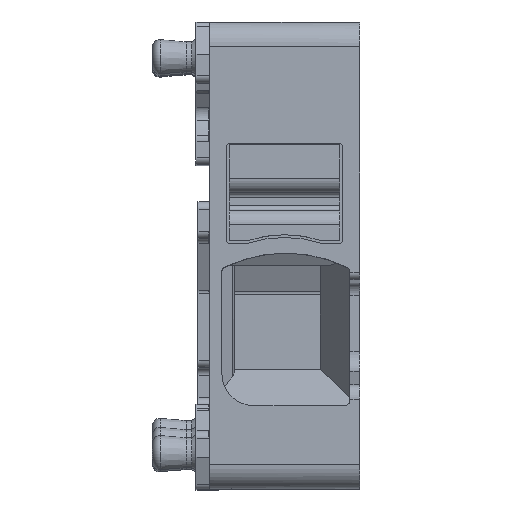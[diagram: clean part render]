
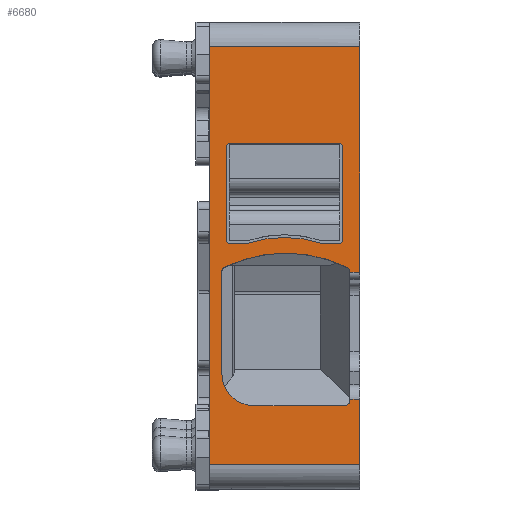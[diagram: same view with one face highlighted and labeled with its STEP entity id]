
A CAD part, top view. The second image highlights one B-rep face of the part: STEP entity #6680.
In plain terms, the highlighted planar face has unit normal (0, 0, 1).
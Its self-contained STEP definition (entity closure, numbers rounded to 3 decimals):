
#6484=AXIS2_PLACEMENT_3D('Plane Axis2P3D',#6481,#6482,#6483) ;
#6521=AXIS2_PLACEMENT_3D('Circle Axis2P3D',#6519,#6520,$) ;
#6535=AXIS2_PLACEMENT_3D('Circle Axis2P3D',#6533,#6534,$) ;
#6549=AXIS2_PLACEMENT_3D('Circle Axis2P3D',#6547,#6548,$) ;
#6556=AXIS2_PLACEMENT_3D('Circle Axis2P3D',#6554,#6555,$) ;
#6563=AXIS2_PLACEMENT_3D('Circle Axis2P3D',#6561,#6562,$) ;
#6600=AXIS2_PLACEMENT_3D('Circle Axis2P3D',#6598,#6599,$) ;
#6616=AXIS2_PLACEMENT_3D('Circle Axis2P3D',#6614,#6615,$) ;
#6630=AXIS2_PLACEMENT_3D('Circle Axis2P3D',#6628,#6629,$) ;
#6644=AXIS2_PLACEMENT_3D('Circle Axis2P3D',#6642,#6643,$) ;
#6658=AXIS2_PLACEMENT_3D('Circle Axis2P3D',#6656,#6657,$) ;
#3123=CARTESIAN_POINT('Vertex',(8.42,1.,50.95)) ;
#3128=CARTESIAN_POINT('Line Origine',(5.37,1.,50.95)) ;
#3132=CARTESIAN_POINT('Vertex',(2.32,1.,50.95)) ;
#6443=CARTESIAN_POINT('Vertex',(2.32,18.,50.95)) ;
#6446=CARTESIAN_POINT('Line Origine',(5.37,18.,50.95)) ;
#6450=CARTESIAN_POINT('Vertex',(8.42,18.,50.95)) ;
#6481=CARTESIAN_POINT('Axis2P3D Location',(5.82,1.,50.95)) ;
#6486=CARTESIAN_POINT('Line Origine',(8.42,13.409,50.95)) ;
#6490=CARTESIAN_POINT('Vertex',(8.42,8.818,50.95)) ;
#6493=CARTESIAN_POINT('Line Origine',(2.32,9.5,50.95)) ;
#6498=CARTESIAN_POINT('Line Origine',(8.42,2.328,50.95)) ;
#6502=CARTESIAN_POINT('Vertex',(8.42,3.657,50.95)) ;
#6505=CARTESIAN_POINT('Line Origine',(8.22,3.657,50.95)) ;
#6509=CARTESIAN_POINT('Vertex',(8.02,3.657,50.95)) ;
#6512=CARTESIAN_POINT('Line Origine',(8.02,3.628,50.95)) ;
#6516=CARTESIAN_POINT('Vertex',(8.02,3.6,50.95)) ;
#6519=CARTESIAN_POINT('Axis2P3D Location',(7.82,3.6,50.95)) ;
#6523=CARTESIAN_POINT('Vertex',(7.82,3.4,50.95)) ;
#6526=CARTESIAN_POINT('Line Origine',(5.97,3.4,50.95)) ;
#6530=CARTESIAN_POINT('Vertex',(4.12,3.4,50.95)) ;
#6533=CARTESIAN_POINT('Axis2P3D Location',(4.12,4.7,50.95)) ;
#6537=CARTESIAN_POINT('Vertex',(2.82,4.7,50.95)) ;
#6540=CARTESIAN_POINT('Line Origine',(2.82,6.774,50.95)) ;
#6544=CARTESIAN_POINT('Vertex',(2.82,8.849,50.95)) ;
#6547=CARTESIAN_POINT('Axis2P3D Location',(3.02,8.849,50.95)) ;
#6551=CARTESIAN_POINT('Vertex',(2.933,9.029,50.95)) ;
#6554=CARTESIAN_POINT('Axis2P3D Location',(5.42,3.9,50.95)) ;
#6558=CARTESIAN_POINT('Vertex',(7.907,9.029,50.95)) ;
#6561=CARTESIAN_POINT('Axis2P3D Location',(7.82,8.849,50.95)) ;
#6565=CARTESIAN_POINT('Vertex',(8.02,8.849,50.95)) ;
#6568=CARTESIAN_POINT('Line Origine',(8.02,8.833,50.95)) ;
#6572=CARTESIAN_POINT('Vertex',(8.02,8.818,50.95)) ;
#6575=CARTESIAN_POINT('Line Origine',(8.22,8.818,50.95)) ;
#6598=CARTESIAN_POINT('Axis2P3D Location',(7.62,13.95,50.95)) ;
#6602=CARTESIAN_POINT('Vertex',(7.72,13.95,50.95)) ;
#6604=CARTESIAN_POINT('Vertex',(7.62,14.05,50.95)) ;
#6607=CARTESIAN_POINT('Line Origine',(7.72,12.025,50.95)) ;
#6611=CARTESIAN_POINT('Vertex',(7.72,10.1,50.95)) ;
#6614=CARTESIAN_POINT('Axis2P3D Location',(7.62,10.1,50.95)) ;
#6618=CARTESIAN_POINT('Vertex',(7.62,10.,50.95)) ;
#6621=CARTESIAN_POINT('Line Origine',(7.241,10.,50.95)) ;
#6625=CARTESIAN_POINT('Vertex',(6.861,10.,50.95)) ;
#6628=CARTESIAN_POINT('Axis2P3D Location',(5.37,5.385,50.95)) ;
#6632=CARTESIAN_POINT('Vertex',(3.879,10.,50.95)) ;
#6635=CARTESIAN_POINT('Line Origine',(3.499,10.,50.95)) ;
#6639=CARTESIAN_POINT('Vertex',(3.12,10.,50.95)) ;
#6642=CARTESIAN_POINT('Axis2P3D Location',(3.12,10.1,50.95)) ;
#6646=CARTESIAN_POINT('Vertex',(3.02,10.1,50.95)) ;
#6649=CARTESIAN_POINT('Line Origine',(3.02,12.025,50.95)) ;
#6653=CARTESIAN_POINT('Vertex',(3.02,13.95,50.95)) ;
#6656=CARTESIAN_POINT('Axis2P3D Location',(3.12,13.95,50.95)) ;
#6660=CARTESIAN_POINT('Vertex',(3.12,14.05,50.95)) ;
#6663=CARTESIAN_POINT('Line Origine',(5.37,14.05,50.95)) ;
#3129=DIRECTION('Vector Direction',(1.,0.,0.)) ;
#6447=DIRECTION('Vector Direction',(1.,0.,0.)) ;
#6482=DIRECTION('Axis2P3D Direction',(0.,0.,1.)) ;
#6483=DIRECTION('Axis2P3D XDirection',(0.,1.,0.)) ;
#6487=DIRECTION('Vector Direction',(0.,1.,0.)) ;
#6494=DIRECTION('Vector Direction',(0.,1.,0.)) ;
#6499=DIRECTION('Vector Direction',(0.,1.,0.)) ;
#6506=DIRECTION('Vector Direction',(1.,0.,0.)) ;
#6513=DIRECTION('Vector Direction',(0.,-1.,0.)) ;
#6520=DIRECTION('Axis2P3D Direction',(0.,0.,1.)) ;
#6527=DIRECTION('Vector Direction',(-1.,0.,0.)) ;
#6534=DIRECTION('Axis2P3D Direction',(0.,0.,1.)) ;
#6541=DIRECTION('Vector Direction',(0.,-1.,0.)) ;
#6548=DIRECTION('Axis2P3D Direction',(0.,0.,1.)) ;
#6555=DIRECTION('Axis2P3D Direction',(0.,0.,1.)) ;
#6562=DIRECTION('Axis2P3D Direction',(0.,0.,1.)) ;
#6569=DIRECTION('Vector Direction',(0.,-1.,0.)) ;
#6576=DIRECTION('Vector Direction',(1.,0.,0.)) ;
#6599=DIRECTION('Axis2P3D Direction',(0.,0.,1.)) ;
#6608=DIRECTION('Vector Direction',(0.,1.,0.)) ;
#6615=DIRECTION('Axis2P3D Direction',(0.,0.,1.)) ;
#6622=DIRECTION('Vector Direction',(-1.,0.,0.)) ;
#6629=DIRECTION('Axis2P3D Direction',(0.,0.,1.)) ;
#6636=DIRECTION('Vector Direction',(-1.,0.,0.)) ;
#6643=DIRECTION('Axis2P3D Direction',(0.,0.,1.)) ;
#6650=DIRECTION('Vector Direction',(0.,1.,0.)) ;
#6657=DIRECTION('Axis2P3D Direction',(0.,0.,1.)) ;
#6664=DIRECTION('Vector Direction',(-1.,0.,0.)) ;
#3130=VECTOR('Line Direction',#3129,1.) ;
#6448=VECTOR('Line Direction',#6447,1.) ;
#6488=VECTOR('Line Direction',#6487,1.) ;
#6495=VECTOR('Line Direction',#6494,1.) ;
#6500=VECTOR('Line Direction',#6499,1.) ;
#6507=VECTOR('Line Direction',#6506,1.) ;
#6514=VECTOR('Line Direction',#6513,1.) ;
#6528=VECTOR('Line Direction',#6527,1.) ;
#6542=VECTOR('Line Direction',#6541,1.) ;
#6570=VECTOR('Line Direction',#6569,1.) ;
#6577=VECTOR('Line Direction',#6576,1.) ;
#6609=VECTOR('Line Direction',#6608,1.) ;
#6623=VECTOR('Line Direction',#6622,1.) ;
#6637=VECTOR('Line Direction',#6636,1.) ;
#6651=VECTOR('Line Direction',#6650,1.) ;
#6665=VECTOR('Line Direction',#6664,1.) ;
#6581=ORIENTED_EDGE('',*,*,#6492,.F.) ;
#6582=ORIENTED_EDGE('',*,*,#6452,.T.) ;
#6583=ORIENTED_EDGE('',*,*,#6497,.T.) ;
#6584=ORIENTED_EDGE('',*,*,#3134,.F.) ;
#6585=ORIENTED_EDGE('',*,*,#6504,.F.) ;
#6586=ORIENTED_EDGE('',*,*,#6511,.F.) ;
#6587=ORIENTED_EDGE('',*,*,#6518,.T.) ;
#6588=ORIENTED_EDGE('',*,*,#6525,.F.) ;
#6589=ORIENTED_EDGE('',*,*,#6532,.T.) ;
#6590=ORIENTED_EDGE('',*,*,#6539,.F.) ;
#6591=ORIENTED_EDGE('',*,*,#6546,.F.) ;
#6592=ORIENTED_EDGE('',*,*,#6553,.F.) ;
#6593=ORIENTED_EDGE('',*,*,#6560,.F.) ;
#6594=ORIENTED_EDGE('',*,*,#6567,.F.) ;
#6595=ORIENTED_EDGE('',*,*,#6574,.T.) ;
#6596=ORIENTED_EDGE('',*,*,#6579,.T.) ;
#6669=ORIENTED_EDGE('',*,*,#6606,.F.) ;
#6670=ORIENTED_EDGE('',*,*,#6613,.F.) ;
#6671=ORIENTED_EDGE('',*,*,#6620,.F.) ;
#6672=ORIENTED_EDGE('',*,*,#6627,.T.) ;
#6673=ORIENTED_EDGE('',*,*,#6634,.T.) ;
#6674=ORIENTED_EDGE('',*,*,#6641,.T.) ;
#6675=ORIENTED_EDGE('',*,*,#6648,.F.) ;
#6676=ORIENTED_EDGE('',*,*,#6655,.T.) ;
#6677=ORIENTED_EDGE('',*,*,#6662,.F.) ;
#6678=ORIENTED_EDGE('',*,*,#6667,.F.) ;
#6679=FACE_BOUND('',#6668,.T.) ;
#6680=ADVANCED_FACE('66463_MLD_APG_4_R.1',(#6597,#6679),#6485,.T.) ;
#6522=CIRCLE('generated circle',#6521,0.2) ;
#6536=CIRCLE('generated circle',#6535,1.3) ;
#6550=CIRCLE('generated circle',#6549,0.2) ;
#6557=CIRCLE('generated circle',#6556,5.7) ;
#6564=CIRCLE('generated circle',#6563,0.2) ;
#6601=CIRCLE('generated circle',#6600,0.1) ;
#6617=CIRCLE('generated circle',#6616,0.1) ;
#6631=CIRCLE('generated circle',#6630,4.85) ;
#6645=CIRCLE('generated circle',#6644,0.1) ;
#6659=CIRCLE('generated circle',#6658,0.1) ;
#3134=EDGE_CURVE('',#3124,#3133,#3131,.F.) ;
#6452=EDGE_CURVE('',#6451,#6444,#6449,.F.) ;
#6492=EDGE_CURVE('',#6451,#6491,#6489,.F.) ;
#6497=EDGE_CURVE('',#6444,#3133,#6496,.F.) ;
#6504=EDGE_CURVE('',#6503,#3124,#6501,.F.) ;
#6511=EDGE_CURVE('',#6510,#6503,#6508,.T.) ;
#6518=EDGE_CURVE('',#6510,#6517,#6515,.T.) ;
#6525=EDGE_CURVE('',#6524,#6517,#6522,.T.) ;
#6532=EDGE_CURVE('',#6524,#6531,#6529,.T.) ;
#6539=EDGE_CURVE('',#6538,#6531,#6536,.T.) ;
#6546=EDGE_CURVE('',#6545,#6538,#6543,.T.) ;
#6553=EDGE_CURVE('',#6552,#6545,#6550,.T.) ;
#6560=EDGE_CURVE('',#6559,#6552,#6557,.T.) ;
#6567=EDGE_CURVE('',#6566,#6559,#6564,.T.) ;
#6574=EDGE_CURVE('',#6566,#6573,#6571,.T.) ;
#6579=EDGE_CURVE('',#6573,#6491,#6578,.T.) ;
#6606=EDGE_CURVE('',#6603,#6605,#6601,.T.) ;
#6613=EDGE_CURVE('',#6612,#6603,#6610,.T.) ;
#6620=EDGE_CURVE('',#6619,#6612,#6617,.T.) ;
#6627=EDGE_CURVE('',#6619,#6626,#6624,.T.) ;
#6634=EDGE_CURVE('',#6626,#6633,#6631,.T.) ;
#6641=EDGE_CURVE('',#6633,#6640,#6638,.T.) ;
#6648=EDGE_CURVE('',#6647,#6640,#6645,.T.) ;
#6655=EDGE_CURVE('',#6647,#6654,#6652,.T.) ;
#6662=EDGE_CURVE('',#6661,#6654,#6659,.T.) ;
#6667=EDGE_CURVE('',#6605,#6661,#6666,.T.) ;
#6580=EDGE_LOOP('',(#6581,#6582,#6583,#6584,#6585,#6586,#6587,#6588,#6589,#6590,#6591,#6592,#6593,#6594,#6595,#6596)) ;
#6668=EDGE_LOOP('',(#6669,#6670,#6671,#6672,#6673,#6674,#6675,#6676,#6677,#6678)) ;
#6597=FACE_OUTER_BOUND('',#6580,.T.) ;
#3131=LINE('Line',#3128,#3130) ;
#6449=LINE('Line',#6446,#6448) ;
#6489=LINE('Line',#6486,#6488) ;
#6496=LINE('Line',#6493,#6495) ;
#6501=LINE('Line',#6498,#6500) ;
#6508=LINE('Line',#6505,#6507) ;
#6515=LINE('Line',#6512,#6514) ;
#6529=LINE('Line',#6526,#6528) ;
#6543=LINE('Line',#6540,#6542) ;
#6571=LINE('Line',#6568,#6570) ;
#6578=LINE('Line',#6575,#6577) ;
#6610=LINE('Line',#6607,#6609) ;
#6624=LINE('Line',#6621,#6623) ;
#6638=LINE('Line',#6635,#6637) ;
#6652=LINE('Line',#6649,#6651) ;
#6666=LINE('Line',#6663,#6665) ;
#6485=PLANE('',#6484) ;
#3124=VERTEX_POINT('',#3123) ;
#3133=VERTEX_POINT('',#3132) ;
#6444=VERTEX_POINT('',#6443) ;
#6451=VERTEX_POINT('',#6450) ;
#6491=VERTEX_POINT('',#6490) ;
#6503=VERTEX_POINT('',#6502) ;
#6510=VERTEX_POINT('',#6509) ;
#6517=VERTEX_POINT('',#6516) ;
#6524=VERTEX_POINT('',#6523) ;
#6531=VERTEX_POINT('',#6530) ;
#6538=VERTEX_POINT('',#6537) ;
#6545=VERTEX_POINT('',#6544) ;
#6552=VERTEX_POINT('',#6551) ;
#6559=VERTEX_POINT('',#6558) ;
#6566=VERTEX_POINT('',#6565) ;
#6573=VERTEX_POINT('',#6572) ;
#6603=VERTEX_POINT('',#6602) ;
#6605=VERTEX_POINT('',#6604) ;
#6612=VERTEX_POINT('',#6611) ;
#6619=VERTEX_POINT('',#6618) ;
#6626=VERTEX_POINT('',#6625) ;
#6633=VERTEX_POINT('',#6632) ;
#6640=VERTEX_POINT('',#6639) ;
#6647=VERTEX_POINT('',#6646) ;
#6654=VERTEX_POINT('',#6653) ;
#6661=VERTEX_POINT('',#6660) ;
